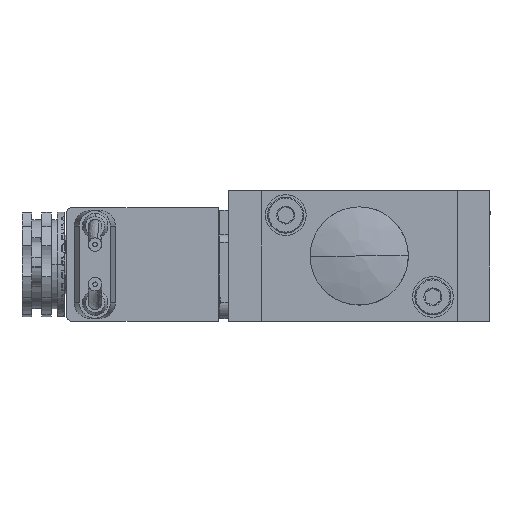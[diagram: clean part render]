
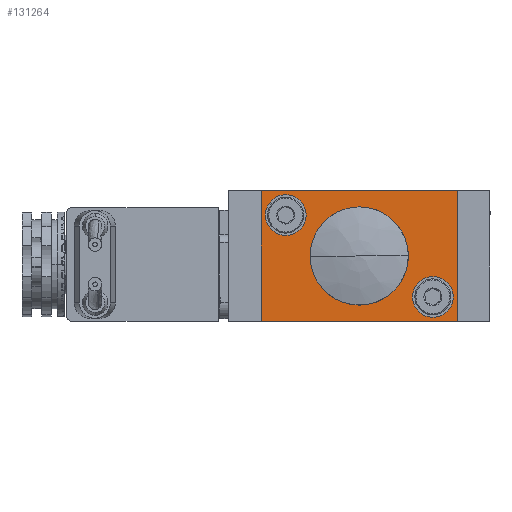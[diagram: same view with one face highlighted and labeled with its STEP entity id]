
A CAD part, left-side view. The second image highlights one B-rep face of the part: STEP entity #131264.
In plain terms, the highlighted planar face has unit normal (-1, 0, 0).
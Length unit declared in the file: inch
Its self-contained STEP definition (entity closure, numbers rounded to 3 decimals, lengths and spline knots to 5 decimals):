
#1272 = CARTESIAN_POINT ( 'NONE',  ( -3.271, 0.562, 0.312 ) ) ;
#1550 = VERTEX_POINT ( 'NONE', #26786 ) ;
#5971 = ORIENTED_EDGE ( 'NONE', *, *, #54160, .F. ) ;
#6180 = DIRECTION ( 'NONE',  ( 0., 0., 1. ) ) ;
#7283 = VECTOR ( 'NONE', #40000, 39.37008 ) ;
#8880 = DIRECTION ( 'NONE',  ( 0., 1., 0. ) ) ;
#10018 = AXIS2_PLACEMENT_3D ( 'NONE', #21995, #73342, #8880 ) ;
#10297 = DIRECTION ( 'NONE',  ( -1., 0., 0. ) ) ;
#11699 = VERTEX_POINT ( 'NONE', #65797 ) ;
#14742 = CIRCLE ( 'NONE', #78251, 0.156 ) ;
#17269 = EDGE_LOOP ( 'NONE', ( #97102, #108870 ) ) ;
#17335 = VERTEX_POINT ( 'NONE', #39680 ) ;
#17875 = VERTEX_POINT ( 'NONE', #130745 ) ;
#20145 = ORIENTED_EDGE ( 'NONE', *, *, #39487, .F. ) ;
#20216 = DIRECTION ( 'NONE',  ( 0., -1., 0. ) ) ;
#21214 = VERTEX_POINT ( 'NONE', #102950 ) ;
#21995 = CARTESIAN_POINT ( 'NONE',  ( -3.271, -0.001, -0.001 ) ) ;
#24903 = DIRECTION ( 'NONE',  ( -1., 0., 0. ) ) ;
#25012 = LINE ( 'NONE', #31373, #7283 ) ;
#26786 = CARTESIAN_POINT ( 'NONE',  ( -3.271, 0.718, 0.312 ) ) ;
#29357 = VECTOR ( 'NONE', #6180, 39.37008 ) ;
#29413 = CIRCLE ( 'NONE', #10018, 0.33 ) ;
#30425 = EDGE_CURVE ( 'NONE', #56623, #120284, #25012, .T. ) ;
#30573 = VECTOR ( 'NONE', #90551, 39.37008 ) ;
#31373 = CARTESIAN_POINT ( 'NONE',  ( -3.271, -0.001, 0.499 ) ) ;
#31778 = CARTESIAN_POINT ( 'NONE',  ( -3.271, 0.749, 0.499 ) ) ;
#32160 = DIRECTION ( 'NONE',  ( 0., -1., 0. ) ) ;
#36627 = CIRCLE ( 'NONE', #84734, 0.156 ) ;
#36711 = DIRECTION ( 'NONE',  ( 0., 1., 0. ) ) ;
#38971 = FACE_BOUND ( 'NONE', #133247, .T. ) ;
#39487 = EDGE_CURVE ( 'NONE', #17335, #56623, #130725, .T. ) ;
#39680 = CARTESIAN_POINT ( 'NONE',  ( -3.271, 0.749, -0.501 ) ) ;
#40000 = DIRECTION ( 'NONE',  ( 0., -1., 0. ) ) ;
#40531 = CARTESIAN_POINT ( 'NONE',  ( -3.271, 0.749, 0.499 ) ) ;
#41659 = ORIENTED_EDGE ( 'NONE', *, *, #70914, .F. ) ;
#43683 = VERTEX_POINT ( 'NONE', #85987 ) ;
#44870 = EDGE_CURVE ( 'NONE', #80865, #11699, #14742, .T. ) ;
#48397 = CARTESIAN_POINT ( 'NONE',  ( -3.271, -0.751, -0.001 ) ) ;
#48967 = PLANE ( 'NONE',  #52962 ) ;
#52962 = AXIS2_PLACEMENT_3D ( 'NONE', #31778, #93330, #103670 ) ;
#53242 = VERTEX_POINT ( 'NONE', #73432 ) ;
#53752 = CARTESIAN_POINT ( 'NONE',  ( -3.271, -0.751, 0.499 ) ) ;
#54160 = EDGE_CURVE ( 'NONE', #120284, #43683, #64485, .T. ) ;
#54481 = EDGE_LOOP ( 'NONE', ( #41659, #105514 ) ) ;
#56623 = VERTEX_POINT ( 'NONE', #40531 ) ;
#61041 = EDGE_CURVE ( 'NONE', #1550, #21214, #75608, .T. ) ;
#61496 = FACE_OUTER_BOUND ( 'NONE', #125283, .T. ) ;
#63548 = DIRECTION ( 'NONE',  ( 0., -1., 0. ) ) ;
#63901 = CARTESIAN_POINT ( 'NONE',  ( -3.271, -0.001, -0.001 ) ) ;
#64485 = LINE ( 'NONE', #48397, #30573 ) ;
#65797 = CARTESIAN_POINT ( 'NONE',  ( -3.271, -0.719, -0.313 ) ) ;
#66394 = FACE_BOUND ( 'NONE', #54481, .T. ) ;
#67675 = ORIENTED_EDGE ( 'NONE', *, *, #101876, .F. ) ;
#70914 = EDGE_CURVE ( 'NONE', #21214, #1550, #36627, .T. ) ;
#73342 = DIRECTION ( 'NONE',  ( 1., 0., 0. ) ) ;
#73432 = CARTESIAN_POINT ( 'NONE',  ( -3.271, 0.329, -0.001 ) ) ;
#74646 = DIRECTION ( 'NONE',  ( 1., 0., 0. ) ) ;
#75608 = CIRCLE ( 'NONE', #98146, 0.156 ) ;
#78251 = AXIS2_PLACEMENT_3D ( 'NONE', #125571, #83453, #32160 ) ;
#78572 = ORIENTED_EDGE ( 'NONE', *, *, #79530, .T. ) ;
#79450 = CARTESIAN_POINT ( 'NONE',  ( -3.271, -0.001, -0.501 ) ) ;
#79530 = EDGE_CURVE ( 'NONE', #53242, #17875, #29413, .T. ) ;
#80865 = VERTEX_POINT ( 'NONE', #122682 ) ;
#81562 = AXIS2_PLACEMENT_3D ( 'NONE', #63901, #74646, #93883 ) ;
#83453 = DIRECTION ( 'NONE',  ( -1., 0., 0. ) ) ;
#84734 = AXIS2_PLACEMENT_3D ( 'NONE', #1272, #10297, #20216 ) ;
#85987 = CARTESIAN_POINT ( 'NONE',  ( -3.271, -0.751, -0.501 ) ) ;
#86380 = ORIENTED_EDGE ( 'NONE', *, *, #109484, .T. ) ;
#90373 = FACE_BOUND ( 'NONE', #17269, .T. ) ;
#90551 = DIRECTION ( 'NONE',  ( 0., 0., -1. ) ) ;
#90992 = CIRCLE ( 'NONE', #99883, 0.156 ) ;
#93330 = DIRECTION ( 'NONE',  ( 1., 0., 0. ) ) ;
#93883 = DIRECTION ( 'NONE',  ( 0., 1., 0. ) ) ;
#96681 = EDGE_CURVE ( 'NONE', #11699, #80865, #90992, .T. ) ;
#96722 = DIRECTION ( 'NONE',  ( 0., -1., 0. ) ) ;
#97102 = ORIENTED_EDGE ( 'NONE', *, *, #96681, .F. ) ;
#98146 = AXIS2_PLACEMENT_3D ( 'NONE', #124016, #123566, #63548 ) ;
#99883 = AXIS2_PLACEMENT_3D ( 'NONE', #127305, #24903, #96722 ) ;
#101876 = EDGE_CURVE ( 'NONE', #43683, #17335, #114177, .T. ) ;
#102950 = CARTESIAN_POINT ( 'NONE',  ( -3.271, 0.406, 0.312 ) ) ;
#103670 = DIRECTION ( 'NONE',  ( 0., -1., 0. ) ) ;
#105514 = ORIENTED_EDGE ( 'NONE', *, *, #61041, .F. ) ;
#106158 = VECTOR ( 'NONE', #36711, 39.37008 ) ;
#108870 = ORIENTED_EDGE ( 'NONE', *, *, #44870, .F. ) ;
#109484 = EDGE_CURVE ( 'NONE', #17875, #53242, #127218, .T. ) ;
#110206 = ORIENTED_EDGE ( 'NONE', *, *, #30425, .F. ) ;
#114177 = LINE ( 'NONE', #79450, #106158 ) ;
#120284 = VERTEX_POINT ( 'NONE', #53752 ) ;
#122682 = CARTESIAN_POINT ( 'NONE',  ( -3.271, -0.407, -0.313 ) ) ;
#123566 = DIRECTION ( 'NONE',  ( -1., 0., 0. ) ) ;
#124016 = CARTESIAN_POINT ( 'NONE',  ( -3.271, 0.562, 0.312 ) ) ;
#125283 = EDGE_LOOP ( 'NONE', ( #110206, #20145, #67675, #5971 ) ) ;
#125571 = CARTESIAN_POINT ( 'NONE',  ( -3.271, -0.563, -0.313 ) ) ;
#127218 = CIRCLE ( 'NONE', #81562, 0.33 ) ;
#127305 = CARTESIAN_POINT ( 'NONE',  ( -3.271, -0.563, -0.313 ) ) ;
#128420 = CARTESIAN_POINT ( 'NONE',  ( -3.271, 0.749, -0.001 ) ) ;
#130725 = LINE ( 'NONE', #128420, #29357 ) ;
#130745 = CARTESIAN_POINT ( 'NONE',  ( -3.271, -0.331, -0.001 ) ) ;
#131264 = ADVANCED_FACE ( 'NONE', ( #90373, #66394, #38971, #61496 ), #48967, .F. ) ;
#133247 = EDGE_LOOP ( 'NONE', ( #78572, #86380 ) ) ;
